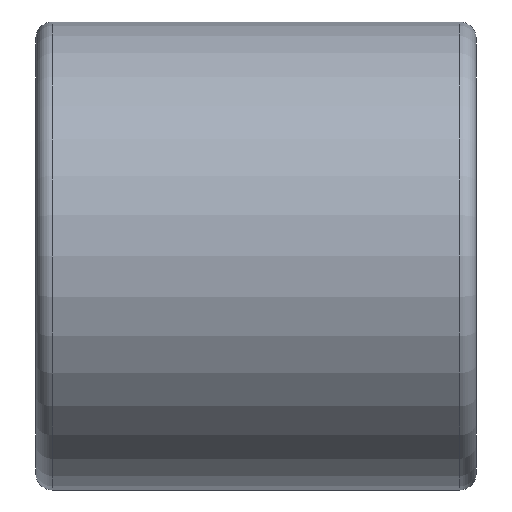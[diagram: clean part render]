
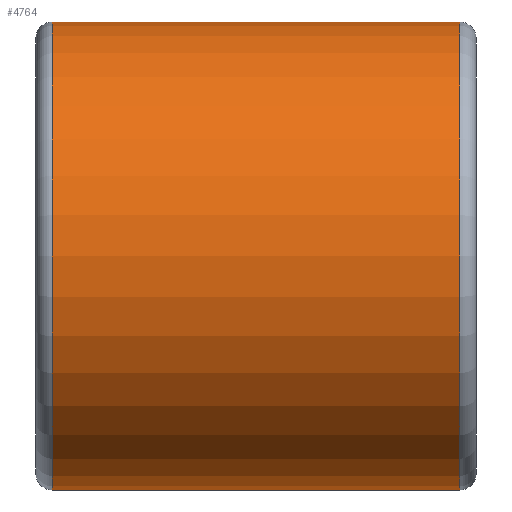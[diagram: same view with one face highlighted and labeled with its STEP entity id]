
A CAD part, front view. The second image highlights one B-rep face of the part: STEP entity #4764.
In plain terms, the highlighted cylindrical face has radius 42.5 mm (diameter 85 mm), a partial arc.
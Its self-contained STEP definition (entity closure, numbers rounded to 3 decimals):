
#208 = CARTESIAN_POINT ( 'NONE',  ( 3., 0., -42.5 ) ) ;
#293 = DIRECTION ( 'NONE',  ( 0., 0., 1. ) ) ;
#410 = EDGE_LOOP ( 'NONE', ( #2007, #640, #2814, #5035 ) ) ;
#432 = VERTEX_POINT ( 'NONE', #208 ) ;
#640 = ORIENTED_EDGE ( 'NONE', *, *, #4427, .T. ) ;
#661 = DIRECTION ( 'NONE',  ( -1., 0., 0. ) ) ;
#779 = CYLINDRICAL_SURFACE ( 'NONE', #4591, 42.5 ) ;
#868 = CARTESIAN_POINT ( 'NONE',  ( 77., 0., 0. ) ) ;
#1246 = DIRECTION ( 'NONE',  ( 0., 0., 1. ) ) ;
#1272 = CIRCLE ( 'NONE', #3168, 42.5 ) ;
#1317 = CARTESIAN_POINT ( 'NONE',  ( 77., 0., -42.5 ) ) ;
#1464 = CARTESIAN_POINT ( 'NONE',  ( 0., 0., -42.5 ) ) ;
#1633 = VERTEX_POINT ( 'NONE', #1317 ) ;
#1870 = VERTEX_POINT ( 'NONE', #3901 ) ;
#2007 = ORIENTED_EDGE ( 'NONE', *, *, #4250, .F. ) ;
#2009 = EDGE_CURVE ( 'NONE', #1870, #3133, #4338, .T. ) ;
#2038 = CARTESIAN_POINT ( 'NONE',  ( 3., 0., 42.5 ) ) ;
#2326 = CARTESIAN_POINT ( 'NONE',  ( 0., 0., 42.5 ) ) ;
#2335 = DIRECTION ( 'NONE',  ( 1., 0., 0. ) ) ;
#2444 = AXIS2_PLACEMENT_3D ( 'NONE', #4716, #2335, #5099 ) ;
#2814 = ORIENTED_EDGE ( 'NONE', *, *, #2009, .T. ) ;
#3006 = EDGE_CURVE ( 'NONE', #3133, #432, #3588, .T. ) ;
#3096 = DIRECTION ( 'NONE',  ( -1., 0., 0. ) ) ;
#3133 = VERTEX_POINT ( 'NONE', #2038 ) ;
#3168 = AXIS2_PLACEMENT_3D ( 'NONE', #868, #3642, #1246 ) ;
#3470 = DIRECTION ( 'NONE',  ( -1., 0., 0. ) ) ;
#3588 = CIRCLE ( 'NONE', #2444, 42.5 ) ;
#3642 = DIRECTION ( 'NONE',  ( -1., 0., 0. ) ) ;
#3814 = VECTOR ( 'NONE', #3096, 1000. ) ;
#3901 = CARTESIAN_POINT ( 'NONE',  ( 77., 0., 42.5 ) ) ;
#4164 = VECTOR ( 'NONE', #3470, 1000. ) ;
#4250 = EDGE_CURVE ( 'NONE', #1633, #432, #4280, .T. ) ;
#4280 = LINE ( 'NONE', #1464, #4164 ) ;
#4336 = FACE_OUTER_BOUND ( 'NONE', #410, .T. ) ;
#4338 = LINE ( 'NONE', #2326, #3814 ) ;
#4427 = EDGE_CURVE ( 'NONE', #1633, #1870, #1272, .T. ) ;
#4591 = AXIS2_PLACEMENT_3D ( 'NONE', #5002, #661, #293 ) ;
#4716 = CARTESIAN_POINT ( 'NONE',  ( 3., 0., 0. ) ) ;
#4764 = ADVANCED_FACE ( 'NONE', ( #4336 ), #779, .T. ) ;
#5002 = CARTESIAN_POINT ( 'NONE',  ( 0., 0., 0. ) ) ;
#5035 = ORIENTED_EDGE ( 'NONE', *, *, #3006, .T. ) ;
#5099 = DIRECTION ( 'NONE',  ( 0., 0., -1. ) ) ;
